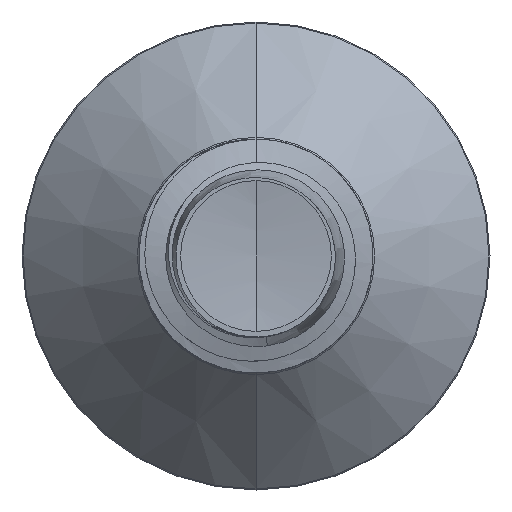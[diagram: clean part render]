
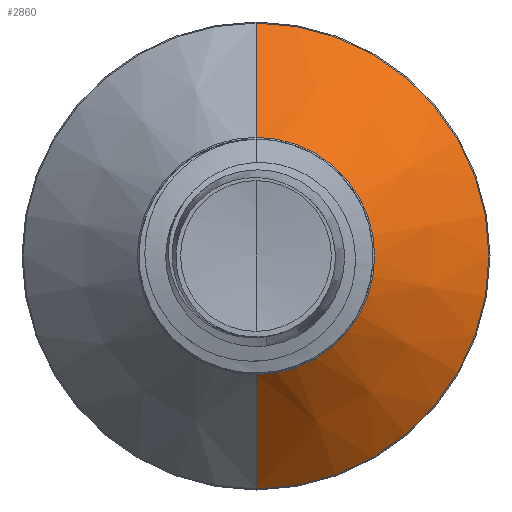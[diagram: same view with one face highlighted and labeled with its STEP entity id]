
A CAD part, front view. The second image highlights one B-rep face of the part: STEP entity #2860.
In plain terms, the highlighted conical face has half-angle 45 degrees and reference radius 1.522 mm.
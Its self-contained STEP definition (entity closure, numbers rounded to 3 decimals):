
#833 = VERTEX_POINT ( 'NONE', #19227 ) ;
#1296 = ORIENTED_EDGE ( 'NONE', *, *, #7933, .F. ) ;
#1732 = CARTESIAN_POINT ( 'NONE',  ( 0., 5.972, 0. ) ) ;
#2088 = VECTOR ( 'NONE', #17581, 1000. ) ;
#2648 = CONICAL_SURFACE ( 'NONE', #8507, 1.522, 0.785 ) ;
#2860 = ADVANCED_FACE ( 'NONE', ( #3718 ), #2648, .T. ) ;
#3054 = LINE ( 'NONE', #3074, #11851 ) ;
#3074 = CARTESIAN_POINT ( 'NONE',  ( 0., 5.972, -1.522 ) ) ;
#3718 = FACE_OUTER_BOUND ( 'NONE', #10508, .T. ) ;
#3853 = VERTEX_POINT ( 'NONE', #9988 ) ;
#7051 = CIRCLE ( 'NONE', #17952, 1.522 ) ;
#7869 = AXIS2_PLACEMENT_3D ( 'NONE', #9883, #21257, #11523 ) ;
#7933 = EDGE_CURVE ( 'NONE', #833, #3853, #15223, .T. ) ;
#8058 = EDGE_CURVE ( 'NONE', #3853, #16290, #18552, .T. ) ;
#8507 = AXIS2_PLACEMENT_3D ( 'NONE', #1732, #18148, #21388 ) ;
#9388 = DIRECTION ( 'NONE',  ( 0., 1., 0. ) ) ;
#9883 = CARTESIAN_POINT ( 'NONE',  ( 0., 7.437, 0. ) ) ;
#9988 = CARTESIAN_POINT ( 'NONE',  ( 0., 7.437, 2.987 ) ) ;
#10508 = EDGE_LOOP ( 'NONE', ( #15861, #15773, #16585, #1296 ) ) ;
#11024 = CARTESIAN_POINT ( 'NONE',  ( 0., 5.972, 1.522 ) ) ;
#11523 = DIRECTION ( 'NONE',  ( 0., 0., 1. ) ) ;
#11851 = VECTOR ( 'NONE', #14563, 1000. ) ;
#12413 = CARTESIAN_POINT ( 'NONE',  ( 0., 5.972, -1.522 ) ) ;
#14359 = CARTESIAN_POINT ( 'NONE',  ( 0., 7.437, -2.987 ) ) ;
#14563 = DIRECTION ( 'NONE',  ( 0., 0.707, -0.707 ) ) ;
#15223 = LINE ( 'NONE', #11024, #2088 ) ;
#15773 = ORIENTED_EDGE ( 'NONE', *, *, #20835, .T. ) ;
#15849 = VERTEX_POINT ( 'NONE', #12413 ) ;
#15861 = ORIENTED_EDGE ( 'NONE', *, *, #17570, .T. ) ;
#16290 = VERTEX_POINT ( 'NONE', #14359 ) ;
#16585 = ORIENTED_EDGE ( 'NONE', *, *, #8058, .F. ) ;
#17570 = EDGE_CURVE ( 'NONE', #833, #15849, #7051, .T. ) ;
#17581 = DIRECTION ( 'NONE',  ( 0., 0.707, 0.707 ) ) ;
#17952 = AXIS2_PLACEMENT_3D ( 'NONE', #19133, #9388, #20766 ) ;
#18148 = DIRECTION ( 'NONE',  ( 0., 1., 0. ) ) ;
#18552 = CIRCLE ( 'NONE', #7869, 2.987 ) ;
#19133 = CARTESIAN_POINT ( 'NONE',  ( 0., 5.972, 0. ) ) ;
#19227 = CARTESIAN_POINT ( 'NONE',  ( 0., 5.972, 1.522 ) ) ;
#20766 = DIRECTION ( 'NONE',  ( 0., 0., 1. ) ) ;
#20835 = EDGE_CURVE ( 'NONE', #15849, #16290, #3054, .T. ) ;
#21257 = DIRECTION ( 'NONE',  ( 0., 1., 0. ) ) ;
#21388 = DIRECTION ( 'NONE',  ( 0., 0., 1. ) ) ;
